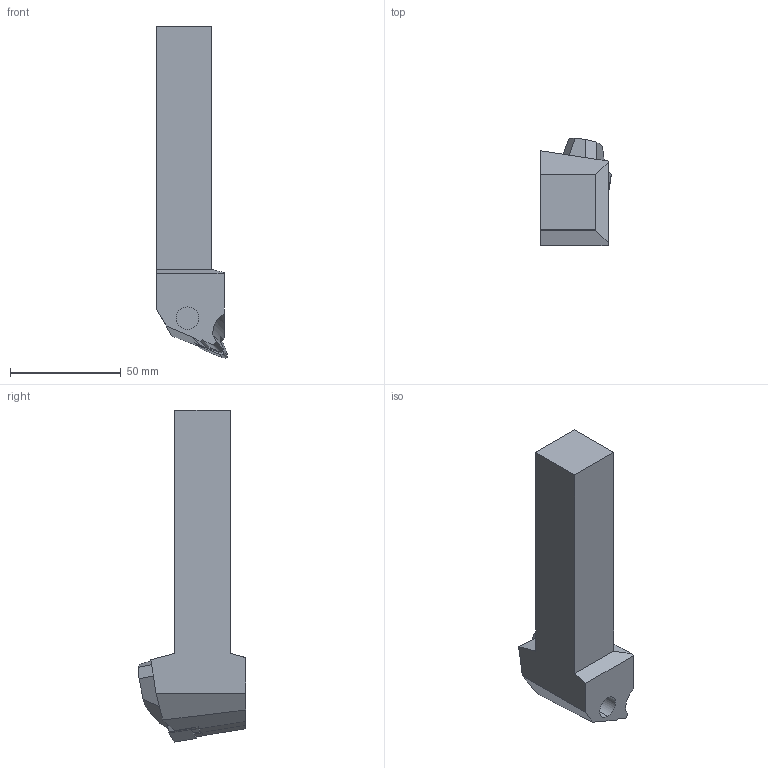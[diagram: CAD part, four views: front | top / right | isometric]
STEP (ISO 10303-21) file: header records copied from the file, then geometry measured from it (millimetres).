
FILE_DESCRIPTION(('CATIA V5 STEP Exchange','CAx-IF Rec.Pracs.--- Model Styling and Organization---1.2---2011-12-15'),'2;1');
FILE_NAME('[STPL] TZQNL 2525 M1410-TB.stp','2019-09-05T06:38:28+00:00',('none'),('none'),'CATIA Version 5 Release 21 SP 5 (IN-10)','CATIA V5 STEP AP214','none');
FILE_SCHEMA(('AUTOMOTIVE_DESIGN { 1 0 10303 214 1 1 1 1 }'));
Length unit declared in the file: millimetre
Products named in the file (1): 630974423_0 Assembly [STP] TZQNL 2525 M1410-TB
Bounding box: 32.04 x 48.52 x 150.04 mm (x, y, z)
Volume: 104655.4 mm3; surface area: 20035.4 mm2
Topology: 2 solids, 2 shells, 86 faces, 245 edges, 166 vertices
Faces by surface type: plane 67, cylinder 19
Entity records: 2892 total; most frequent: CARTESIAN_POINT 562, ORIENTED_EDGE 466, DIRECTION 407, EDGE_CURVE 233, VECTOR 198, LINE 198, VERTEX_POINT 153, AXIS2_PLACEMENT_3D 125
